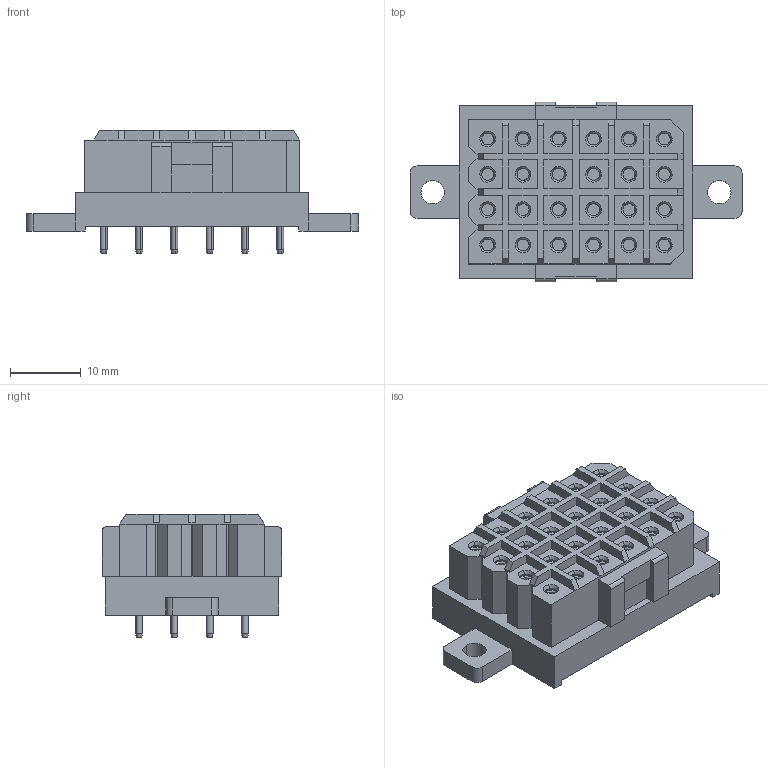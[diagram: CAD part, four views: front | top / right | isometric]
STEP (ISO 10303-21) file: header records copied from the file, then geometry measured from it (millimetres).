
FILE_DESCRIPTION(('CATIA V5 STEP Exchange','CAx-IF Rec.Pracs.--- Model Styling and Organization---1.2---2011-12-15'),'2;1');
FILE_NAME ('D1452062_0_1445600000_1445600000.stp','2018-09-20T17:21:54+00:00',('none'),('Weidmueller'),'CATIA Version 5-6 Release 2014','CATIA V5 STEP AP214','none');
FILE_SCHEMA(('AUTOMOTIVE_DESIGN { 1 0 10303 214 1 1 1 1 }'));
Length unit declared in the file: millimetre
Products named in the file (1): 1445600000
Bounding box: 47 x 25.4 x 17.5 mm (x, y, z)
Volume: 8562.5 mm3; surface area: 9956.7 mm2
Topology: 25 solids, 25 shells, 963 faces, 2054 edges, 1245 vertices
Faces by surface type: cylinder 351, plane 324, cone 192, torus 96
Entity records: 22152 total; most frequent: ORIENTED_EDGE 4108, CARTESIAN_POINT 3709, DIRECTION 2836, EDGE_CURVE 2054, AXIS2_PLACEMENT_3D 1431, VERTEX_POINT 1245, EDGE_LOOP 1119, CIRCLE 1037
